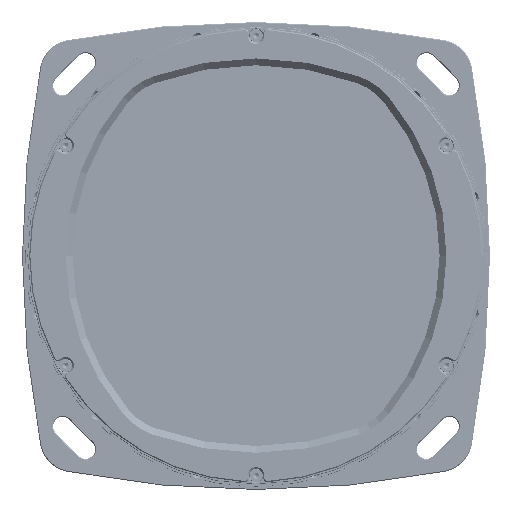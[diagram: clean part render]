
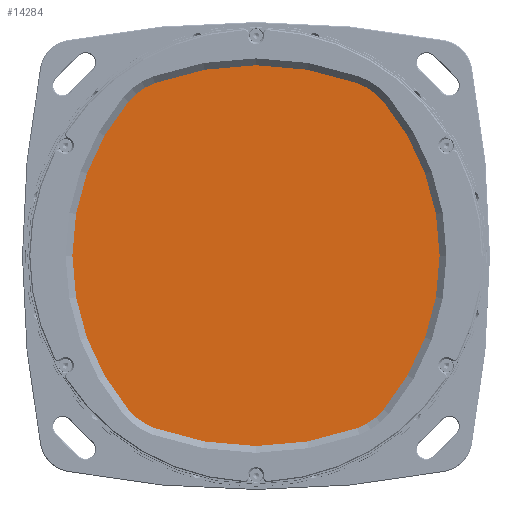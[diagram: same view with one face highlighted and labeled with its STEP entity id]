
A CAD part, top view. The second image highlights one B-rep face of the part: STEP entity #14284.
In plain terms, the highlighted planar face has unit normal (0, 0, 1).
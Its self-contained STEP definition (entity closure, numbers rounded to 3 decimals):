
#14284=ADVANCED_FACE('',(#18172),#15505,.T.);
#15505=PLANE('',#57990);
#18172=FACE_OUTER_BOUND('',#22016,.T.);
#22016=EDGE_LOOP('',(#37709,#37710,#37711,#37712,#37713,#37714,#37715,#37716));
#37709=ORIENTED_EDGE('',*,*,#49869,.T.);
#37710=ORIENTED_EDGE('',*,*,#49873,.T.);
#37711=ORIENTED_EDGE('',*,*,#49876,.T.);
#37712=ORIENTED_EDGE('',*,*,#49879,.T.);
#37713=ORIENTED_EDGE('',*,*,#49882,.T.);
#37714=ORIENTED_EDGE('',*,*,#49885,.T.);
#37715=ORIENTED_EDGE('',*,*,#49888,.T.);
#37716=ORIENTED_EDGE('',*,*,#49891,.T.);
#42499=VERTEX_POINT('',#370589);
#42500=VERTEX_POINT('',#370590);
#42503=VERTEX_POINT('',#370598);
#42505=VERTEX_POINT('',#370604);
#42507=VERTEX_POINT('',#370610);
#42509=VERTEX_POINT('',#370616);
#42511=VERTEX_POINT('',#370622);
#42513=VERTEX_POINT('',#370628);
#49869=EDGE_CURVE('',#42499,#42500,#52522,.T.);
#49873=EDGE_CURVE('',#42500,#42503,#52524,.T.);
#49876=EDGE_CURVE('',#42503,#42505,#52526,.T.);
#49879=EDGE_CURVE('',#42505,#42507,#52528,.T.);
#49882=EDGE_CURVE('',#42507,#42509,#52530,.T.);
#49885=EDGE_CURVE('',#42509,#42511,#52532,.T.);
#49888=EDGE_CURVE('',#42511,#42513,#52534,.T.);
#49891=EDGE_CURVE('',#42513,#42499,#52536,.T.);
#52522=CIRCLE('',#57965,53.399);
#52524=CIRCLE('',#57968,14.517);
#52526=CIRCLE('',#57971,65.706);
#52528=CIRCLE('',#57974,14.517);
#52530=CIRCLE('',#57977,53.399);
#52532=CIRCLE('',#57980,14.517);
#52534=CIRCLE('',#57983,65.706);
#52536=CIRCLE('',#57986,14.517);
#57965=AXIS2_PLACEMENT_3D('',#370588,#72690,#72691);
#57968=AXIS2_PLACEMENT_3D('',#370597,#72698,#72699);
#57971=AXIS2_PLACEMENT_3D('',#370603,#72705,#72706);
#57974=AXIS2_PLACEMENT_3D('',#370609,#72712,#72713);
#57977=AXIS2_PLACEMENT_3D('',#370615,#72719,#72720);
#57980=AXIS2_PLACEMENT_3D('',#370621,#72726,#72727);
#57983=AXIS2_PLACEMENT_3D('',#370627,#72733,#72734);
#57986=AXIS2_PLACEMENT_3D('',#370633,#72740,#72741);
#57990=AXIS2_PLACEMENT_3D('',#370637,#72748,#72749);
#72690=DIRECTION('',(0.,0.,1.));
#72691=DIRECTION('',(1.,0.,0.));
#72698=DIRECTION('',(0.,0.,1.));
#72699=DIRECTION('',(1.,0.,0.));
#72705=DIRECTION('',(0.,0.,1.));
#72706=DIRECTION('',(1.,0.,0.));
#72712=DIRECTION('',(0.,0.,1.));
#72713=DIRECTION('',(1.,0.,0.));
#72719=DIRECTION('',(0.,0.,1.));
#72720=DIRECTION('',(1.,0.,0.));
#72726=DIRECTION('',(0.,0.,1.));
#72727=DIRECTION('',(1.,0.,0.));
#72733=DIRECTION('',(0.,0.,1.));
#72734=DIRECTION('',(1.,0.,0.));
#72740=DIRECTION('',(0.,0.,1.));
#72741=DIRECTION('',(1.,0.,0.));
#72748=DIRECTION('',(0.,0.,1.));
#72749=DIRECTION('',(1.,0.,0.));
#370588=CARTESIAN_POINT('',(0.,12.283,2.));
#370589=CARTESIAN_POINT('',(-34.334,-28.615,2.));
#370590=CARTESIAN_POINT('',(34.334,-28.615,2.));
#370597=CARTESIAN_POINT('',(25.,-17.497,2.));
#370598=CARTESIAN_POINT('',(38.643,-22.459,2.));
#370603=CARTESIAN_POINT('',(-23.106,0.,2.));
#370604=CARTESIAN_POINT('',(38.643,22.459,2.));
#370609=CARTESIAN_POINT('',(25.,17.497,2.));
#370610=CARTESIAN_POINT('',(34.334,28.615,2.));
#370615=CARTESIAN_POINT('',(0.,-12.283,2.));
#370616=CARTESIAN_POINT('',(-34.334,28.615,2.));
#370621=CARTESIAN_POINT('',(-25.,17.497,2.));
#370622=CARTESIAN_POINT('',(-38.643,22.459,2.));
#370627=CARTESIAN_POINT('',(23.106,0.,2.));
#370628=CARTESIAN_POINT('',(-38.643,-22.459,2.));
#370633=CARTESIAN_POINT('',(-25.,-17.497,2.));
#370637=CARTESIAN_POINT('',(12.5,-2.607,2.));
